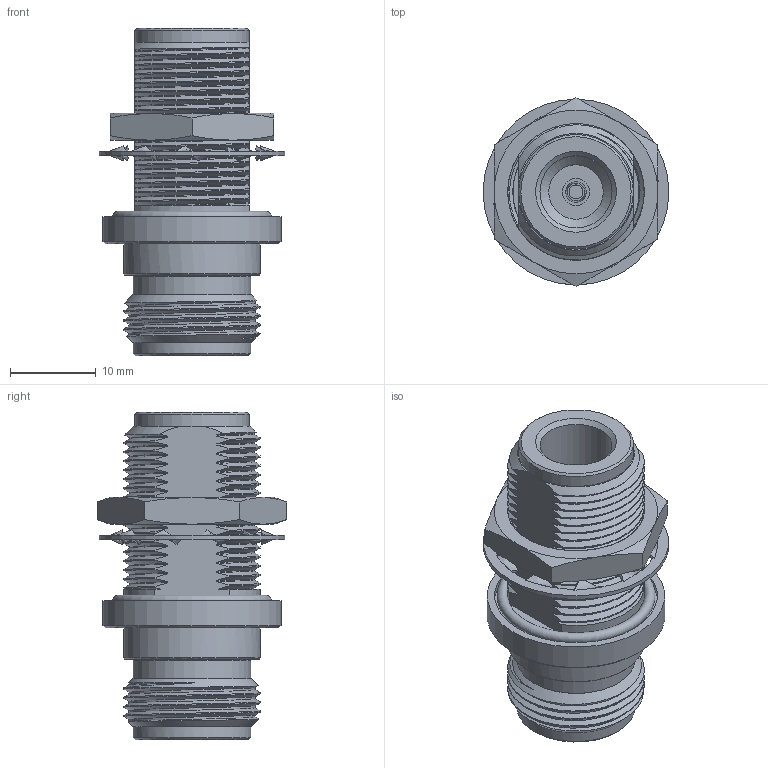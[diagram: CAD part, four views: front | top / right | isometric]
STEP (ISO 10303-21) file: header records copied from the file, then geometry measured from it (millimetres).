
FILE_DESCRIPTION (( 'STEP AP203' ), '1' );
FILE_NAME ('SM4033_3D.step', '2021-12-09T17:10:56', ( '' ), ( '' ), 'SwSTEP 2.0', 'SolidWorks 2021', '' );
FILE_SCHEMA (( 'CONFIG_CONTROL_DESIGN' ));
Products named in the file (1): SM4033_3D
Bounding box: 21.59 x 22 x 38.1 mm (x, y, z)
Volume: 6219.3 mm3; surface area: 5321.1 mm2
Topology: 4 solids, 5 shells, 339 faces, 960 edges, 642 vertices
Faces by surface type: bspline 157, cylinder 76, plane 70, cone 34, torus 2
Full cylindrical faces by diameter (mm): 1.27 x1, 1.626 x1, 1.93 x1, 2.286 x1, 2.398 x1, 3.17 x1, 6.35 x1, 6.858 x1, 8.382 x2, 8.89 x1, 13.335 x1, 13.716 x2, 15.875 x2, 18.923 x1, 20.701 x1, 21.59 x1
Entity records: 81552 total; most frequent: CARTESIAN_POINT 74822, ORIENTED_EDGE 1832, EDGE_CURVE 916, DIRECTION 795, VERTEX_POINT 629, EDGE_LOOP 383, B_SPLINE_CURVE_WITH_KNOTS 366, FACE_OUTER_BOUND 357
